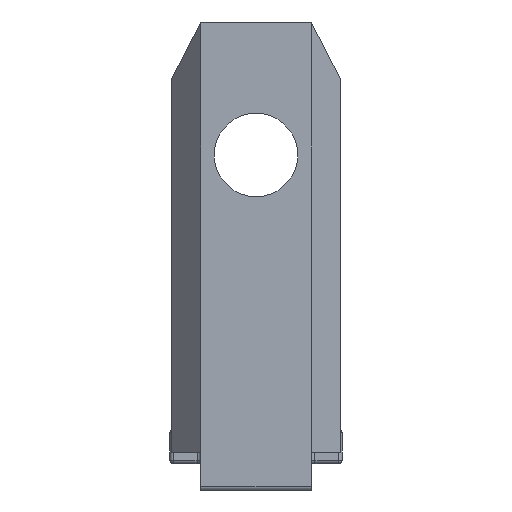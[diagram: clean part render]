
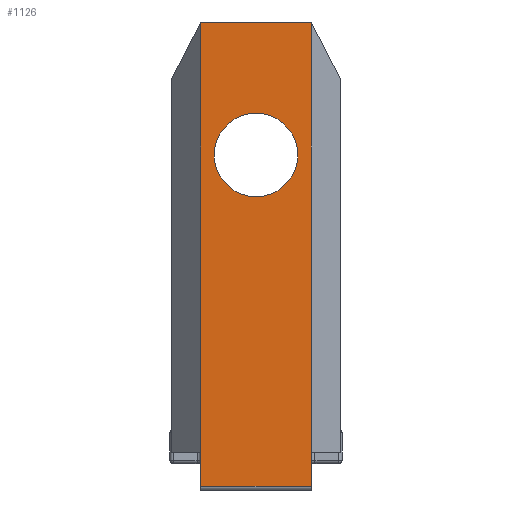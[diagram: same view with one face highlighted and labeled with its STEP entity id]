
A CAD part, front view. The second image highlights one B-rep face of the part: STEP entity #1126.
In plain terms, the highlighted planar face has unit normal (0, -1, 0).
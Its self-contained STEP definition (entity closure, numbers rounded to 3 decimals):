
#17=FACE_BOUND('',#413,.T.);
#31=PLANE('',#1274);
#95=LINE('',#1852,#192);
#99=LINE('',#1863,#196);
#120=LINE('',#1912,#217);
#129=LINE('',#1945,#226);
#132=LINE('',#1951,#229);
#133=LINE('',#1953,#230);
#192=VECTOR('',#1494,10.);
#196=VECTOR('',#1504,10.);
#217=VECTOR('',#1547,10.);
#226=VECTOR('',#1586,10.);
#229=VECTOR('',#1591,10.);
#230=VECTOR('',#1594,10.);
#341=FACE_OUTER_BOUND('',#412,.T.);
#412=EDGE_LOOP('',(#978,#979,#980,#981,#982,#983,#984,#985));
#413=EDGE_LOOP('',(#986));
#477=CIRCLE('',#1271,0.2);
#478=CIRCLE('',#1275,0.2);
#479=CIRCLE('',#1276,2.229);
#530=VERTEX_POINT('',#1845);
#533=VERTEX_POINT('',#1850);
#537=VERTEX_POINT('',#1862);
#554=VERTEX_POINT('',#1910);
#560=VERTEX_POINT('',#1936);
#561=VERTEX_POINT('',#1938);
#563=VERTEX_POINT('',#1944);
#565=VERTEX_POINT('',#1950);
#566=VERTEX_POINT('',#1954);
#662=EDGE_CURVE('',#533,#530,#95,.T.);
#667=EDGE_CURVE('',#537,#530,#99,.T.);
#694=EDGE_CURVE('',#554,#533,#120,.T.);
#707=EDGE_CURVE('',#560,#561,#477,.T.);
#710=EDGE_CURVE('',#561,#563,#129,.T.);
#713=EDGE_CURVE('',#565,#554,#132,.T.);
#714=EDGE_CURVE('',#563,#565,#478,.T.);
#715=EDGE_CURVE('',#560,#537,#133,.T.);
#716=EDGE_CURVE('',#566,#566,#479,.T.);
#978=ORIENTED_EDGE('',*,*,#662,.F.);
#979=ORIENTED_EDGE('',*,*,#694,.F.);
#980=ORIENTED_EDGE('',*,*,#713,.F.);
#981=ORIENTED_EDGE('',*,*,#714,.F.);
#982=ORIENTED_EDGE('',*,*,#710,.F.);
#983=ORIENTED_EDGE('',*,*,#707,.F.);
#984=ORIENTED_EDGE('',*,*,#715,.T.);
#985=ORIENTED_EDGE('',*,*,#667,.T.);
#986=ORIENTED_EDGE('',*,*,#716,.T.);
#1126=ADVANCED_FACE('',(#341,#17),#31,.T.);
#1271=AXIS2_PLACEMENT_3D('',#1939,#1579,#1580);
#1274=AXIS2_PLACEMENT_3D('',#1949,#1589,#1590);
#1275=AXIS2_PLACEMENT_3D('',#1952,#1592,#1593);
#1276=AXIS2_PLACEMENT_3D('',#1955,#1595,#1596);
#1494=DIRECTION('',(-1.,0.,0.));
#1504=DIRECTION('',(0.,0.,-1.));
#1547=DIRECTION('',(0.,0.,-1.));
#1579=DIRECTION('center_axis',(0.,1.,0.));
#1580=DIRECTION('ref_axis',(-0.52,0.,0.854));
#1586=DIRECTION('',(1.,0.,0.));
#1589=DIRECTION('center_axis',(0.,-1.,0.));
#1590=DIRECTION('ref_axis',(-1.,0.,0.));
#1591=DIRECTION('',(0.,0.,-1.));
#1592=DIRECTION('center_axis',(0.,1.,0.));
#1593=DIRECTION('ref_axis',(0.52,0.,0.854));
#1594=DIRECTION('',(0.,0.,-1.));
#1595=DIRECTION('center_axis',(0.,1.,0.));
#1596=DIRECTION('ref_axis',(1.,0.,0.));
#1845=CARTESIAN_POINT('',(-2.95,0.,-24.8));
#1850=CARTESIAN_POINT('',(2.95,0.,-24.8));
#1852=CARTESIAN_POINT('',(2.95,0.,-24.8));
#1862=CARTESIAN_POINT('',(-2.95,0.,-23.));
#1863=CARTESIAN_POINT('',(-2.95,0.,0.));
#1910=CARTESIAN_POINT('',(2.95,0.,-23.));
#1912=CARTESIAN_POINT('',(2.95,0.,0.));
#1936=CARTESIAN_POINT('',(-2.95,0.,-0.041));
#1938=CARTESIAN_POINT('',(-2.828,0.,0.));
#1939=CARTESIAN_POINT('Origin',(-2.828,0.,
-0.2));
#1944=CARTESIAN_POINT('',(2.828,0.,0.));
#1945=CARTESIAN_POINT('',(-2.95,0.,0.));
#1949=CARTESIAN_POINT('Origin',(2.95,0.,0.));
#1950=CARTESIAN_POINT('',(2.95,0.,-0.041));
#1951=CARTESIAN_POINT('',(2.95,0.,0.));
#1952=CARTESIAN_POINT('Origin',(2.828,0.,
-0.2));
#1953=CARTESIAN_POINT('',(-2.95,0.,0.));
#1954=CARTESIAN_POINT('',(-2.229,0.,-7.1));
#1955=CARTESIAN_POINT('Origin',(0.,0.,-7.1));
